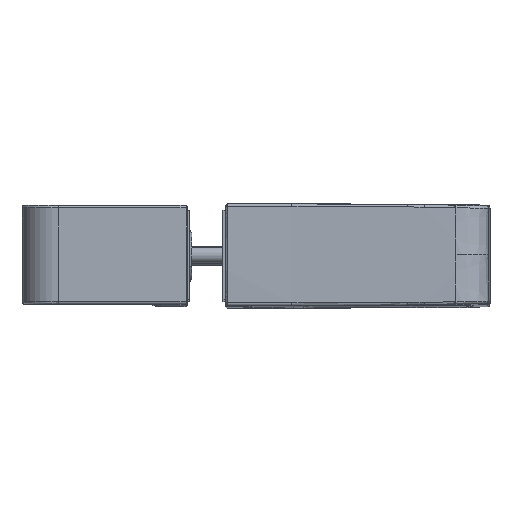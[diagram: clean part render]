
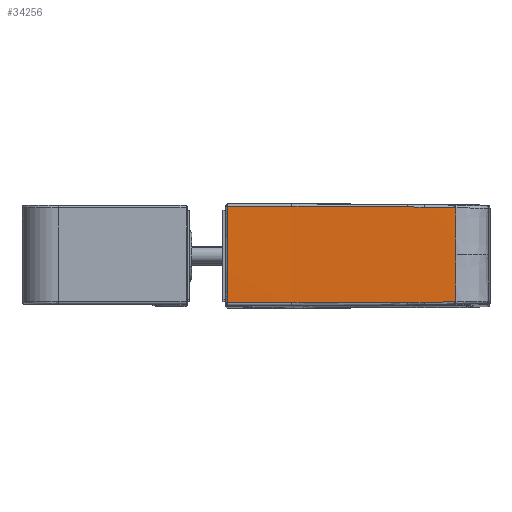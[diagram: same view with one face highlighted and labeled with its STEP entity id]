
A CAD part, top view. The second image highlights one B-rep face of the part: STEP entity #34256.
In plain terms, the highlighted cylindrical face has radius 700 mm (diameter 1400 mm), a partial arc.
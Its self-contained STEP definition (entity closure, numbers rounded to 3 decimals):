
#27076=CARTESIAN_POINT(' ',(0.5,14.621,34.847));
#27077=VERTEX_POINT(' ',#27076);
#27781=CARTESIAN_POINT(' ',(0.5,-14.621,34.847));
#27782=VERTEX_POINT(' ',#27781);
#27921=CARTESIAN_POINT(' ',(0.5,0.,-664.967));
#27926=DIRECTION(' ',(1.,0.,0.));
#27931=DIRECTION(' ',(0.,0.021,1.));
#27936=AXIS2_PLACEMENT_3D(' ',#27921,#27926,#27931);
#27941=CIRCLE('',#27936,699.967);
#27946=EDGE_CURVE(' ',#27077,#27782,#27941,.T.);
#33566=CARTESIAN_POINT(' ',(0.5,14.621,34.847));
#33571=DIRECTION(' ',(1.,0.,0.));
#33576=VECTOR(' ',#33571,1.);
#33581=LINE('',#33566,#33576);
#33586=CARTESIAN_POINT(' ',(20.,14.621,34.847));
#33587=VERTEX_POINT(' ',#33586);
#33591=EDGE_CURVE(' ',#27077,#33587,#33581,.T.);
#33716=CARTESIAN_POINT(' ',(20.,-14.621,34.847));
#33717=VERTEX_POINT(' ',#33716);
#33731=CARTESIAN_POINT(' ',(0.5,-14.621,34.847));
#33736=DIRECTION(' ',(1.,0.,0.));
#33741=VECTOR(' ',#33736,1.);
#33746=LINE('',#33731,#33741);
#33751=EDGE_CURVE(' ',#27782,#33717,#33746,.T.);
#33781=CARTESIAN_POINT(' ',(35.346,0.,-665.));
#33786=DIRECTION(' ',(-1.,0.,0.));
#33791=DIRECTION(' ',(0.,-0.021,1.));
#33796=AXIS2_PLACEMENT_3D(' ',#33781,#33786,#33791);
#33801=CYLINDRICAL_SURFACE(' ',#33796,700.);
#33806=ORIENTED_EDGE(' ',*,*,#33751,.T.);
#33811=CARTESIAN_POINT(' ',(20.,-14.621,34.847));
#33816=CARTESIAN_POINT(' ',(27.694,-14.621,34.847));
#33821=CARTESIAN_POINT(' ',(35.074,-14.575,34.848));
#33826=CARTESIAN_POINT(' ',(46.061,-14.512,34.85));
#33831=CARTESIAN_POINT(' ',(50.255,-14.489,34.85));
#33836=CARTESIAN_POINT(' ',(54.995,-14.479,34.85));
#33841=B_SPLINE_CURVE_WITH_KNOTS('',3,(#33811,#33816,#33821,#33826,#33831,#33836),.UNSPECIFIED.,.F.,.U.,(4,2,4),(0.,0.619,1.),.UNSPECIFIED.);
#33846=CARTESIAN_POINT(' ',(54.995,-14.479,34.85));
#33847=VERTEX_POINT(' ',#33846);
#33851=EDGE_CURVE(' ',#33717,#33847,#33841,.T.);
#33856=ORIENTED_EDGE(' ',*,*,#33851,.T.);
#33861=CARTESIAN_POINT(' ',(54.995,-14.479,34.85));
#33866=DIRECTION(' ',(1.,0.01,0.));
#33871=VECTOR(' ',#33866,1.);
#33876=LINE('',#33861,#33871);
#33881=CARTESIAN_POINT(' ',(60.066,-14.43,34.851));
#33882=VERTEX_POINT(' ',#33881);
#33886=EDGE_CURVE(' ',#33847,#33882,#33876,.T.);
#33891=ORIENTED_EDGE(' ',*,*,#33886,.T.);
#33896=CARTESIAN_POINT(' ',(60.066,-14.43,34.851));
#33901=CARTESIAN_POINT(' ',(63.265,-14.401,34.852));
#33906=CARTESIAN_POINT(' ',(64.474,-14.382,34.852));
#33911=CARTESIAN_POINT(' ',(67.783,-14.3,34.854));
#33916=CARTESIAN_POINT(' ',(68.573,-14.278,34.854));
#33921=CARTESIAN_POINT(' ',(69.374,-14.258,34.855));
#33926=B_SPLINE_CURVE_WITH_KNOTS('',3,(#33896,#33901,#33906,#33911,#33916,#33921),.UNSPECIFIED.,.F.,.U.,(4,2,4),(0.,0.8,1.),.UNSPECIFIED.);
#33931=CARTESIAN_POINT(' ',(69.374,-14.258,34.855));
#33932=VERTEX_POINT(' ',#33931);
#33936=EDGE_CURVE(' ',#33882,#33932,#33926,.T.);
#33941=ORIENTED_EDGE(' ',*,*,#33936,.T.);
#33946=CARTESIAN_POINT(' ',(69.374,-14.258,34.855));
#33951=DIRECTION(' ',(1.,0.026,0.001));
#33956=VECTOR(' ',#33951,1.);
#33961=LINE('',#33946,#33956);
#33966=CARTESIAN_POINT(' ',(69.669,-14.25,34.855));
#33967=VERTEX_POINT(' ',#33966);
#33971=EDGE_CURVE(' ',#33932,#33967,#33961,.T.);
#33976=ORIENTED_EDGE(' ',*,*,#33971,.T.);
#33981=CARTESIAN_POINT(' ',(69.669,0.,-665.009));
#33986=DIRECTION(' ',(1.,0.,0.));
#33991=DIRECTION(' ',(0.,0.,1.));
#33996=AXIS2_PLACEMENT_3D(' ',#33981,#33986,#33991);
#34001=CIRCLE('',#33996,700.009);
#34006=CARTESIAN_POINT(' ',(69.669,0.,35.));
#34007=VERTEX_POINT(' ',#34006);
#34011=EDGE_CURVE(' ',#34007,#33967,#34001,.T.);
#34016=ORIENTED_EDGE(' ',*,*,#34011,.F.);
#34021=CARTESIAN_POINT(' ',(69.669,0.,-665.006));
#34026=DIRECTION(' ',(-1.,0.,0.));
#34031=DIRECTION(' ',(0.,0.,1.));
#34036=AXIS2_PLACEMENT_3D(' ',#34021,#34026,#34031);
#34041=CIRCLE('',#34036,700.006);
#34046=CARTESIAN_POINT(' ',(69.669,14.25,34.855));
#34047=VERTEX_POINT(' ',#34046);
#34051=EDGE_CURVE(' ',#34007,#34047,#34041,.T.);
#34056=ORIENTED_EDGE(' ',*,*,#34051,.T.);
#34061=CARTESIAN_POINT(' ',(69.373,14.258,34.855));
#34066=DIRECTION(' ',(1.,-0.026,0.001));
#34071=VECTOR(' ',#34066,1.);
#34076=LINE('',#34061,#34071);
#34081=CARTESIAN_POINT(' ',(69.373,14.258,34.855));
#34082=VERTEX_POINT(' ',#34081);
#34086=EDGE_CURVE(' ',#34082,#34047,#34076,.T.);
#34091=ORIENTED_EDGE(' ',*,*,#34086,.F.);
#34096=CARTESIAN_POINT(' ',(60.067,14.43,34.851));
#34101=CARTESIAN_POINT(' ',(61.983,14.413,34.852));
#34106=CARTESIAN_POINT(' ',(63.9,14.391,34.852));
#34111=CARTESIAN_POINT(' ',(66.986,14.321,34.853));
#34116=CARTESIAN_POINT(' ',(68.168,14.289,34.854));
#34121=CARTESIAN_POINT(' ',(69.373,14.258,34.855));
#34126=B_SPLINE_CURVE_WITH_KNOTS('',3,(#34096,#34101,#34106,#34111,#34116,#34121),.UNSPECIFIED.,.F.,.U.,(4,2,4),(0.,0.619,1.),.UNSPECIFIED.);
#34131=CARTESIAN_POINT(' ',(60.067,14.43,34.851));
#34132=VERTEX_POINT(' ',#34131);
#34136=EDGE_CURVE(' ',#34132,#34082,#34126,.T.);
#34141=ORIENTED_EDGE(' ',*,*,#34136,.F.);
#34146=CARTESIAN_POINT(' ',(54.996,14.479,34.85));
#34151=DIRECTION(' ',(1.,-0.01,0.));
#34156=VECTOR(' ',#34151,1.);
#34161=LINE('',#34146,#34156);
#34166=CARTESIAN_POINT(' ',(54.996,14.479,34.85));
#34167=VERTEX_POINT(' ',#34166);
#34171=EDGE_CURVE(' ',#34167,#34132,#34161,.T.);
#34176=ORIENTED_EDGE(' ',*,*,#34171,.F.);
#34181=CARTESIAN_POINT(' ',(20.,14.621,34.847));
#34186=CARTESIAN_POINT(' ',(21.166,14.62,34.847));
#34191=CARTESIAN_POINT(' ',(22.333,14.619,34.847));
#34196=CARTESIAN_POINT(' ',(28.514,14.61,34.848));
#34201=CARTESIAN_POINT(' ',(33.529,14.584,34.848));
#34206=CARTESIAN_POINT(' ',(44.027,14.524,34.849));
#34211=CARTESIAN_POINT(' ',(49.465,14.491,34.85));
#34216=CARTESIAN_POINT(' ',(54.996,14.479,34.85));
#34221=B_SPLINE_CURVE_WITH_KNOTS('',3,(#34181,#34186,#34191,#34196,#34201,#34206,#34211,#34216),.UNSPECIFIED.,.F.,.U.,(4,2,2,4),(0.,0.1,0.53,1.),.UNSPECIFIED.);
#34226=EDGE_CURVE(' ',#33587,#34167,#34221,.T.);
#34231=ORIENTED_EDGE(' ',*,*,#34226,.F.);
#34236=ORIENTED_EDGE(' ',*,*,#33591,.F.);
#34241=ORIENTED_EDGE(' ',*,*,#27946,.T.);
#34246=EDGE_LOOP(' ',(#33806,#33856,#33891,#33941,#33976,#34016,#34056,#34091,#34141,#34176,#34231,#34236,#34241));
#34251=FACE_OUTER_BOUND(' ',#34246,.T.);
#34256=ADVANCED_FACE('',(#34251),#33801,.T.);
